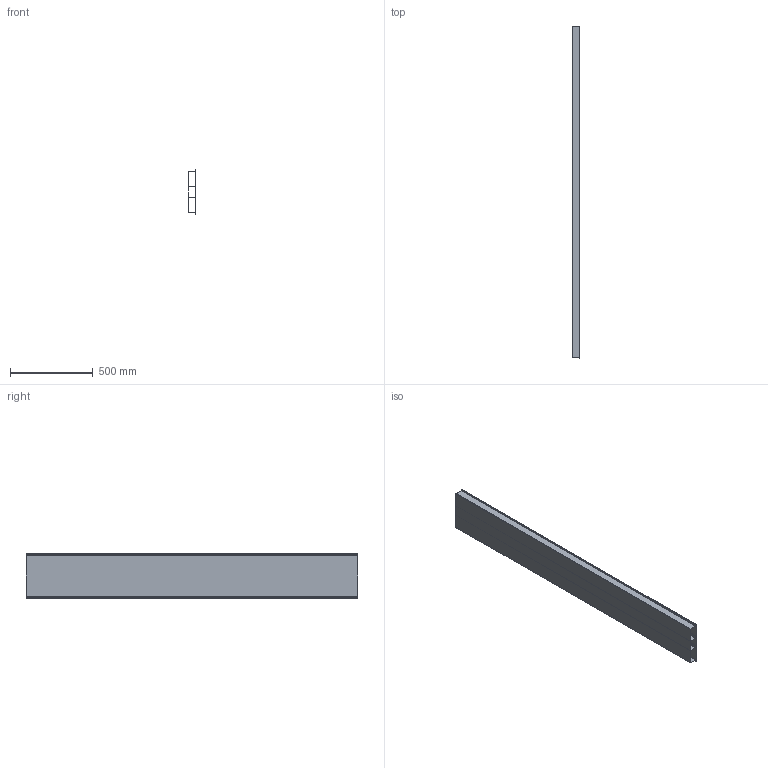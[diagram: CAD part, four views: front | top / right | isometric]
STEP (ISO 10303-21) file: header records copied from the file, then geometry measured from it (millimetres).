
FILE_DESCRIPTION (( 'STEP AP214' ), '1' );
FILE_NAME ('7400332.stp', '2020-12-08T15:50:16', ( '' ), ( '' ), 'SwSTEP 2.0', 'SolidWorks 2020', '' );
FILE_SCHEMA (( 'AUTOMOTIVE_DESIGN' ));
Length unit declared in the file: millimetre
Products named in the file (4): 065140_7400312T1_UT f〉 S 25028_38_48 Seiten verdr…kt; 7400332; 42171B_F〉 h = 48 mm; 065141_7400332T1_OT f〉 S 25048
Assembly tree (4 placements, depth 2):
  7400332
    065140_7400312T1_UT f〉 S 25028_38_48 Seiten verdr…kt
    42171B_F〉 h = 48 mm  x2
    065141_7400332T1_OT f〉 S 25048
Bounding box: 47.6 x 2000 x 271.29 mm (x, y, z)
Volume: 1299146.2 mm3; surface area: 3077554 mm2
Topology: 4 solids, 4 shells, 88 faces, 176 edges, 96 vertices
Faces by surface type: plane 72, cylinder 16
Entity records: 1994 total; most frequent: DIRECTION 338, CARTESIAN_POINT 309, ORIENTED_EDGE 296, EDGE_CURVE 148, VECTOR 120, LINE 120, AXIS2_PLACEMENT_3D 109, VERTEX_POINT 80
